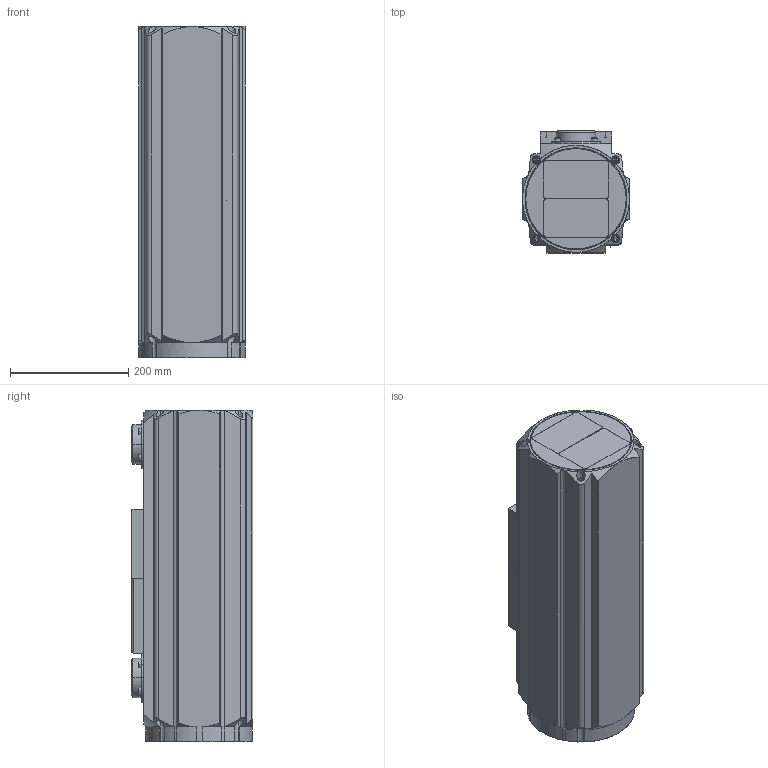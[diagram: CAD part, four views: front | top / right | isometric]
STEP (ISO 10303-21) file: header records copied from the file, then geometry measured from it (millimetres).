
FILE_DESCRIPTION(('FreeCAD Model'),'2;1');
FILE_NAME('Open CASCADE Shape Model','2025-04-29T12:45:23',('FreeCAD'),( 'FreeCAD'),'Open CASCADE STEP processor 7.6','FreeCAD','Unknown');
FILE_SCHEMA(('AUTOMOTIVE_DESIGN { 1 0 10303 214 1 1 1 1 }'));
Products named in the file (1): Open CASCADE STEP translator 7.6 1
Bounding box: 180.39 x 205.56 x 560.68 mm (x, y, z)
Surface area: 786954.7 mm2 (no closed solid volume)
Topology: 0 solids, 1481 shells, 1481 faces, 18126 edges, 18028 vertices
Faces by surface type: bspline 1481
Entity records: 165125 total; most frequent: CARTESIAN_POINT 86568, ORIENTED_EDGE 18028, EDGE_CURVE 18028, VERTEX_POINT 18028, B_SPLINE_CURVE_WITH_KNOTS 16038, FACE_BOUND 1614, EDGE_LOOP 1614, SHELL_BASED_SURFACE_MODEL 1481
